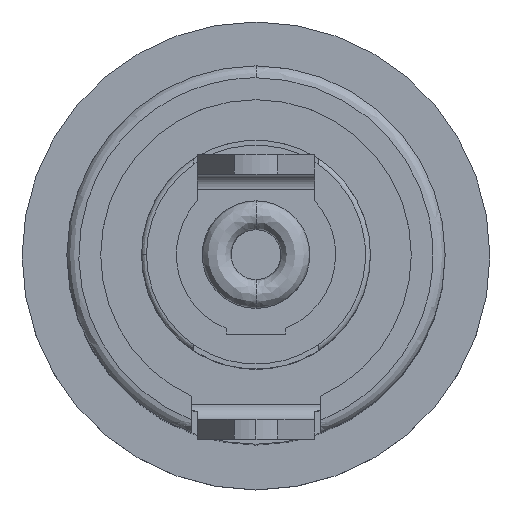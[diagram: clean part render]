
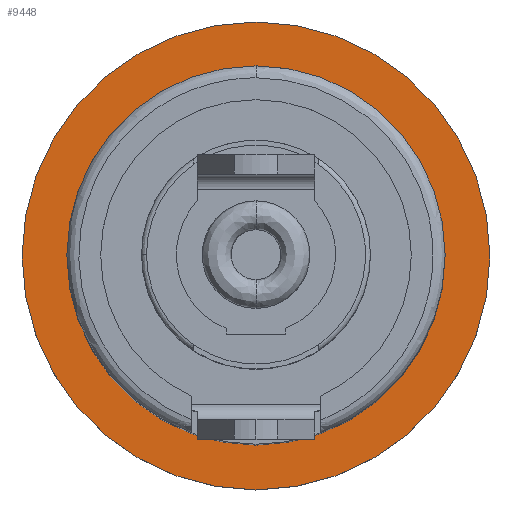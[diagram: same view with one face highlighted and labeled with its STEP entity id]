
A CAD part, top view. The second image highlights one B-rep face of the part: STEP entity #9448.
In plain terms, the highlighted planar face has unit normal (0, 0, 1).
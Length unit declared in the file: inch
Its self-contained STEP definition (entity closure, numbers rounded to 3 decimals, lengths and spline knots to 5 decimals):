
#88 = FACE_BOUND ( 'NONE', #1106, .T. ) ;
#114 = FACE_OUTER_BOUND ( 'NONE', #1115, .T. ) ;
#868 = DIRECTION ( 'NONE',  ( -1., 0., 0. ) ) ;
#883 = DIRECTION ( 'NONE',  ( 0., 0., -1. ) ) ;
#900 = CARTESIAN_POINT ( 'NONE',  ( 0.14, 0., -0.745 ) ) ;
#1106 = EDGE_LOOP ( 'NONE', ( #12917, #3288 ) ) ;
#1115 = EDGE_LOOP ( 'NONE', ( #6591, #11693 ) ) ;
#1117 = PLANE ( 'NONE',  #11161 ) ;
#1610 = DIRECTION ( 'NONE',  ( 1., 0., 0. ) ) ;
#1613 = DIRECTION ( 'NONE',  ( 0., 0., -1. ) ) ;
#1627 = CARTESIAN_POINT ( 'NONE',  ( 0., 0., -0.745 ) ) ;
#1942 = DIRECTION ( 'NONE',  ( 1., 0., 0. ) ) ;
#1962 = DIRECTION ( 'NONE',  ( 0., 0., 1. ) ) ;
#1965 = CARTESIAN_POINT ( 'NONE',  ( 0., 0., -0.745 ) ) ;
#3181 = CIRCLE ( 'NONE', #7064, 0.19 ) ;
#3196 = CIRCLE ( 'NONE', #6961, 0.235 ) ;
#3288 = ORIENTED_EDGE ( 'NONE', *, *, #3959, .F. ) ;
#3959 = EDGE_CURVE ( 'NONE', #14126, #5107, #3181, .T. ) ;
#4052 = EDGE_CURVE ( 'NONE', #5075, #4882, #3196, .T. ) ;
#4307 = CARTESIAN_POINT ( 'NONE',  ( 0.19, 0., -0.745 ) ) ;
#4882 = VERTEX_POINT ( 'NONE', #12002 ) ;
#5069 = DIRECTION ( 'NONE',  ( 1., 0., 0. ) ) ;
#5075 = VERTEX_POINT ( 'NONE', #7826 ) ;
#5087 = DIRECTION ( 'NONE',  ( 0., 0., 1. ) ) ;
#5107 = VERTEX_POINT ( 'NONE', #4307 ) ;
#5117 = CARTESIAN_POINT ( 'NONE',  ( 0., 0., -0.745 ) ) ;
#6591 = ORIENTED_EDGE ( 'NONE', *, *, #4052, .F. ) ;
#6961 = AXIS2_PLACEMENT_3D ( 'NONE', #1627, #1613, #1610 ) ;
#7064 = AXIS2_PLACEMENT_3D ( 'NONE', #1965, #1962, #1942 ) ;
#7826 = CARTESIAN_POINT ( 'NONE',  ( 0.235, 0., -0.745 ) ) ;
#8915 = CARTESIAN_POINT ( 'NONE',  ( -0.19, 0., -0.745 ) ) ;
#9144 = CIRCLE ( 'NONE', #12201, 0.19 ) ;
#9448 = ADVANCED_FACE ( 'NONE', ( #88, #114 ), #1117, .F. ) ;
#10378 = CIRCLE ( 'NONE', #12815, 0.235 ) ;
#10963 = DIRECTION ( 'NONE',  ( 1., 0., 0. ) ) ;
#10993 = DIRECTION ( 'NONE',  ( 0., 0., -1. ) ) ;
#11013 = CARTESIAN_POINT ( 'NONE',  ( 0., 0., -0.745 ) ) ;
#11161 = AXIS2_PLACEMENT_3D ( 'NONE', #900, #883, #868 ) ;
#11693 = ORIENTED_EDGE ( 'NONE', *, *, #14024, .F. ) ;
#12002 = CARTESIAN_POINT ( 'NONE',  ( -0.235, 0., -0.745 ) ) ;
#12201 = AXIS2_PLACEMENT_3D ( 'NONE', #5117, #5087, #5069 ) ;
#12815 = AXIS2_PLACEMENT_3D ( 'NONE', #11013, #10993, #10963 ) ;
#12917 = ORIENTED_EDGE ( 'NONE', *, *, #14235, .F. ) ;
#14024 = EDGE_CURVE ( 'NONE', #4882, #5075, #10378, .T. ) ;
#14126 = VERTEX_POINT ( 'NONE', #8915 ) ;
#14235 = EDGE_CURVE ( 'NONE', #5107, #14126, #9144, .T. ) ;
